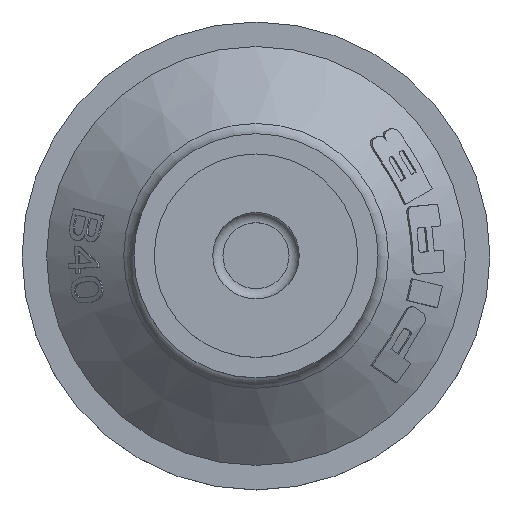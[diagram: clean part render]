
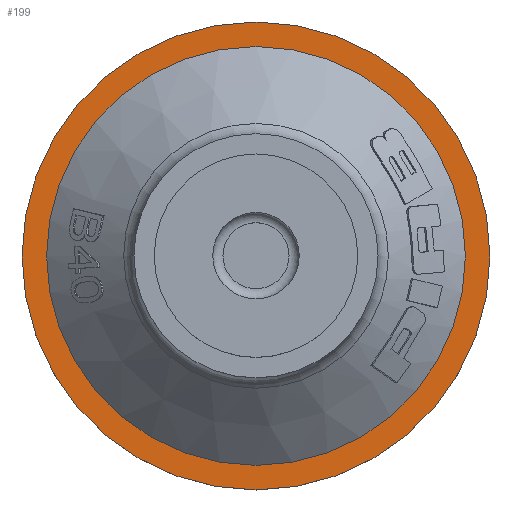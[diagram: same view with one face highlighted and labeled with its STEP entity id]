
A CAD part, top view. The second image highlights one B-rep face of the part: STEP entity #199.
In plain terms, the highlighted planar face has unit normal (0, 0, 1).
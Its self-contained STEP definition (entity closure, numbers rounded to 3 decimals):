
#199 = ADVANCED_FACE( '', ( #540, #541 ), #542, .F. );
#540 = FACE_BOUND( '', #1051, .T. );
#541 = FACE_OUTER_BOUND( '', #1052, .T. );
#542 = PLANE( '', #1053 );
#1051 = EDGE_LOOP( '', ( #1655 ) );
#1052 = EDGE_LOOP( '', ( #1656 ) );
#1053 = AXIS2_PLACEMENT_3D( '', #1657, #1658, #1659 );
#1655 = ORIENTED_EDGE( '', *, *, #3061, .T. );
#1656 = ORIENTED_EDGE( '', *, *, #3062, .F. );
#1657 = CARTESIAN_POINT( '', ( 0., -23., -16.1 ) );
#1658 = DIRECTION( '', ( 0., 0., -1. ) );
#1659 = DIRECTION( '', ( -1., 0., 0. ) );
#3061 = EDGE_CURVE( '', #3642, #3642, #3643, .T. );
#3062 = EDGE_CURVE( '', #3644, #3644, #3645, .T. );
#3642 = VERTEX_POINT( '', #4633 );
#3643 = CIRCLE( '', #4634, 20.587 );
#3644 = VERTEX_POINT( '', #4635 );
#3645 = CIRCLE( '', #4636, 23. );
#4633 = CARTESIAN_POINT( '', ( -20.587, 0., -16.1 ) );
#4634 = AXIS2_PLACEMENT_3D( '', #6198, #6199, #6200 );
#4635 = CARTESIAN_POINT( '', ( -23., 0., -16.1 ) );
#4636 = AXIS2_PLACEMENT_3D( '', #6201, #6202, #6203 );
#6198 = CARTESIAN_POINT( '', ( 0., 0., -16.1 ) );
#6199 = DIRECTION( '', ( 0., 0., -1. ) );
#6200 = DIRECTION( '', ( -1., 0., 0. ) );
#6201 = CARTESIAN_POINT( '', ( 0., 0., -16.1 ) );
#6202 = DIRECTION( '', ( 0., 0., -1. ) );
#6203 = DIRECTION( '', ( -1., 0., 0. ) );
